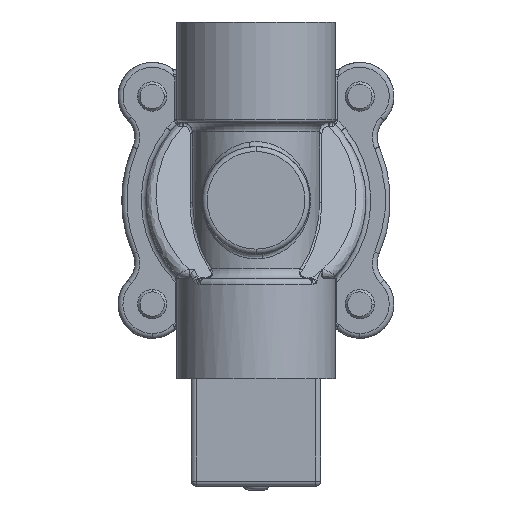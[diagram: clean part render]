
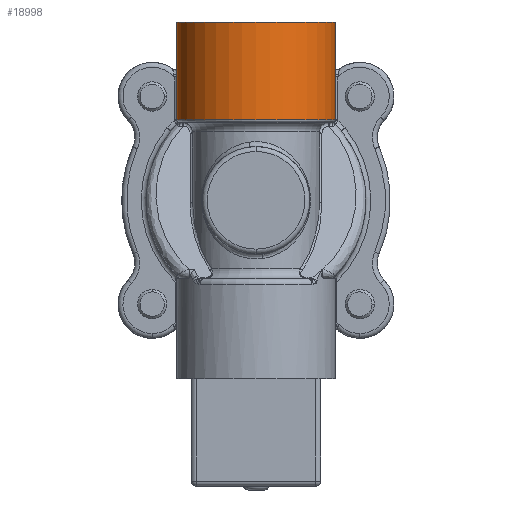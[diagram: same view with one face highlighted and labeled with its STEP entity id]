
A CAD part, front view. The second image highlights one B-rep face of the part: STEP entity #18998.
In plain terms, the highlighted cylindrical face has radius 16.25 mm (diameter 32.5 mm), a partial arc.
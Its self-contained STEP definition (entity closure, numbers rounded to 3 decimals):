
#148 = LINE ( 'NONE', #10593, #18261 ) ;
#532 = AXIS2_PLACEMENT_3D ( 'NONE', #18947, #8087, #20747 ) ;
#935 = DIRECTION ( 'NONE',  ( 0., 0., -1. ) ) ;
#1386 = DIRECTION ( 'NONE',  ( 0., 0., -1. ) ) ;
#2157 = EDGE_CURVE ( 'NONE', #23284, #8322, #148, .T. ) ;
#2738 = AXIS2_PLACEMENT_3D ( 'NONE', #21128, #10257, #22938 ) ;
#3058 = ORIENTED_EDGE ( 'NONE', *, *, #12415, .T. ) ;
#3672 = LINE ( 'NONE', #17931, #7886 ) ;
#4997 = ORIENTED_EDGE ( 'NONE', *, *, #2157, .F. ) ;
#6114 = CARTESIAN_POINT ( 'NONE',  ( 16.25, 0., 16.5 ) ) ;
#6531 = CARTESIAN_POINT ( 'NONE',  ( -16.25, 0., 16.5 ) ) ;
#7217 = EDGE_LOOP ( 'NONE', ( #21258, #3058, #4997, #10375 ) ) ;
#7886 = VECTOR ( 'NONE', #12500, 1000. ) ;
#8087 = DIRECTION ( 'NONE',  ( 0., 0., 1. ) ) ;
#8203 = CARTESIAN_POINT ( 'NONE',  ( 0., 0., 36.5 ) ) ;
#8231 = FACE_OUTER_BOUND ( 'NONE', #7217, .T. ) ;
#8322 = VERTEX_POINT ( 'NONE', #6114 ) ;
#9587 = CARTESIAN_POINT ( 'NONE',  ( 16.25, 0., 36.5 ) ) ;
#9704 = CIRCLE ( 'NONE', #532, 16.25 ) ;
#10257 = DIRECTION ( 'NONE',  ( 0., 0., 1. ) ) ;
#10367 = VERTEX_POINT ( 'NONE', #18626 ) ;
#10375 = ORIENTED_EDGE ( 'NONE', *, *, #17804, .F. ) ;
#10593 = CARTESIAN_POINT ( 'NONE',  ( 16.25, 0., 36.5 ) ) ;
#10699 = CIRCLE ( 'NONE', #2738, 16.25 ) ;
#12415 = EDGE_CURVE ( 'NONE', #21333, #8322, #10699, .T. ) ;
#12448 = CYLINDRICAL_SURFACE ( 'NONE', #17227, 16.25 ) ;
#12500 = DIRECTION ( 'NONE',  ( 0., 0., -1. ) ) ;
#17227 = AXIS2_PLACEMENT_3D ( 'NONE', #8203, #935, #19052 ) ;
#17804 = EDGE_CURVE ( 'NONE', #10367, #23284, #9704, .T. ) ;
#17931 = CARTESIAN_POINT ( 'NONE',  ( -16.25, 0., 36.5 ) ) ;
#18261 = VECTOR ( 'NONE', #1386, 1000. ) ;
#18626 = CARTESIAN_POINT ( 'NONE',  ( -16.25, 0., 36.5 ) ) ;
#18947 = CARTESIAN_POINT ( 'NONE',  ( 0., 0., 36.5 ) ) ;
#18998 = ADVANCED_FACE ( 'NONE', ( #8231 ), #12448, .T. ) ;
#19052 = DIRECTION ( 'NONE',  ( -1., 0., 0. ) ) ;
#20747 = DIRECTION ( 'NONE',  ( 1., 0., 0. ) ) ;
#21128 = CARTESIAN_POINT ( 'NONE',  ( 0., 0., 16.5 ) ) ;
#21258 = ORIENTED_EDGE ( 'NONE', *, *, #21541, .T. ) ;
#21333 = VERTEX_POINT ( 'NONE', #6531 ) ;
#21541 = EDGE_CURVE ( 'NONE', #10367, #21333, #3672, .T. ) ;
#22938 = DIRECTION ( 'NONE',  ( 1., 0., 0. ) ) ;
#23284 = VERTEX_POINT ( 'NONE', #9587 ) ;
